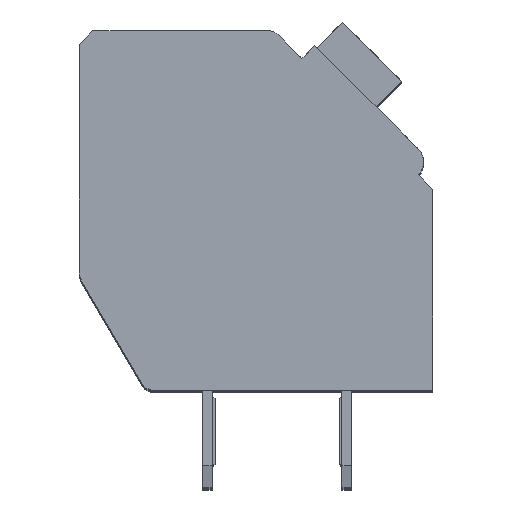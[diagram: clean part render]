
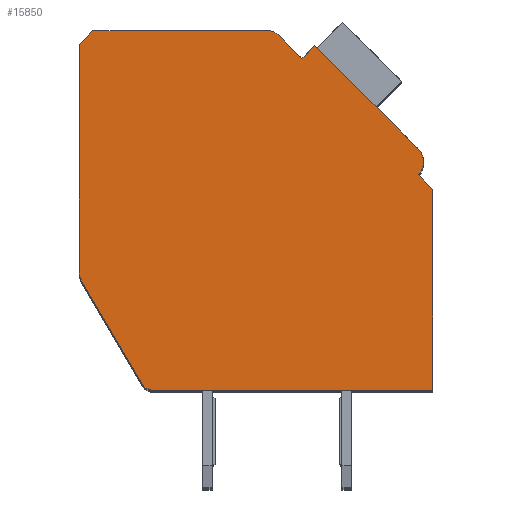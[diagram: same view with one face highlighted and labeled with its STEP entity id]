
A CAD part, top view. The second image highlights one B-rep face of the part: STEP entity #15850.
In plain terms, the highlighted planar face has unit normal (0, 0, 1).
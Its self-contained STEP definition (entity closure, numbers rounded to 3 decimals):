
#360=DIRECTION('',(0.,-1.,0.));
#361=VECTOR('',#360,8.053);
#362=CARTESIAN_POINT('',(-12.7,12.4,2.1));
#363=LINE('',#362,#361);
#364=DIRECTION('',(-0.707,-0.707,0.));
#365=VECTOR('',#364,0.707);
#366=CARTESIAN_POINT('',(-12.2,12.9,2.1));
#367=LINE('',#366,#365);
#368=DIRECTION('',(-1.,0.,0.));
#369=VECTOR('',#368,6.298);
#370=CARTESIAN_POINT('',(-5.902,12.9,2.1));
#371=LINE('',#370,#369);
#372=CARTESIAN_POINT('',(-5.902,12.4,2.1));
#373=DIRECTION('',(0.,0.,1.));
#374=DIRECTION('',(0.707,0.707,0.));
#375=AXIS2_PLACEMENT_3D('',#372,#373,#374);
#377=DIRECTION('',(-0.707,0.707,0.));
#378=VECTOR('',#377,1.197);
#379=CARTESIAN_POINT('',(-4.702,11.907,2.1));
#380=LINE('',#379,#378);
#381=DIRECTION('',(-0.707,-0.707,0.));
#382=VECTOR('',#381,0.65);
#383=CARTESIAN_POINT('',(-4.243,12.367,2.1));
#384=LINE('',#383,#382);
#385=DIRECTION('',(-0.707,0.707,0.));
#386=VECTOR('',#385,5.25);
#387=CARTESIAN_POINT('',(-0.53,8.655,2.1));
#388=LINE('',#387,#386);
#389=CARTESIAN_POINT('',(-0.99,8.195,2.1));
#390=DIRECTION('',(0.,0.,1.));
#391=DIRECTION('',(0.707,-0.707,0.));
#392=AXIS2_PLACEMENT_3D('',#389,#390,#391);
#394=DIRECTION('',(-0.707,0.707,0.));
#395=VECTOR('',#394,0.75);
#396=CARTESIAN_POINT('',(0.,7.205,2.1));
#397=LINE('',#396,#395);
#398=DIRECTION('',(0.,1.,0.));
#399=VECTOR('',#398,7.205);
#400=CARTESIAN_POINT('',(0.,0.,2.1));
#401=LINE('',#400,#399);
#402=DIRECTION('',(1.,0.,0.));
#403=VECTOR('',#402,10.014);
#404=CARTESIAN_POINT('',(-10.014,0.,2.1));
#405=LINE('',#404,#403);
#406=CARTESIAN_POINT('',(-10.014,0.5,2.1));
#407=DIRECTION('',(0.,0.,1.));
#408=DIRECTION('',(-0.862,-0.508,0.));
#409=AXIS2_PLACEMENT_3D('',#406,#407,#408);
#411=DIRECTION('',(0.508,-0.862,0.));
#412=VECTOR('',#411,4.17);
#413=CARTESIAN_POINT('',(-12.562,3.839,2.1));
#414=LINE('',#413,#412);
#415=CARTESIAN_POINT('',(-11.7,4.347,2.1));
#416=DIRECTION('',(0.,0.,1.));
#417=DIRECTION('',(-1.,0.,0.));
#418=AXIS2_PLACEMENT_3D('',#415,#416,#417);
#11881=CARTESIAN_POINT('',(-12.7,12.4,2.1));
#11882=CARTESIAN_POINT('',(-12.7,4.347,2.1));
#11883=VERTEX_POINT('',#11881);
#11884=VERTEX_POINT('',#11882);
#11885=CARTESIAN_POINT('',(-12.562,3.839,2.1));
#11886=VERTEX_POINT('',#11885);
#11887=CARTESIAN_POINT('',(-10.445,0.246,2.1));
#11888=VERTEX_POINT('',#11887);
#11889=CARTESIAN_POINT('',(-10.014,0.,2.1));
#11890=VERTEX_POINT('',#11889);
#11891=CARTESIAN_POINT('',(0.,0.,2.1));
#11892=VERTEX_POINT('',#11891);
#11893=CARTESIAN_POINT('',(0.,7.205,2.1));
#11894=VERTEX_POINT('',#11893);
#11895=CARTESIAN_POINT('',(-0.53,7.735,2.1));
#11896=VERTEX_POINT('',#11895);
#11897=CARTESIAN_POINT('',(-0.53,8.655,2.1));
#11898=VERTEX_POINT('',#11897);
#11899=CARTESIAN_POINT('',(-4.243,12.367,2.1));
#11900=VERTEX_POINT('',#11899);
#11901=CARTESIAN_POINT('',(-4.702,11.907,2.1));
#11902=VERTEX_POINT('',#11901);
#11903=CARTESIAN_POINT('',(-5.548,12.754,2.1));
#11904=VERTEX_POINT('',#11903);
#11905=CARTESIAN_POINT('',(-5.902,12.9,2.1));
#11906=VERTEX_POINT('',#11905);
#11907=CARTESIAN_POINT('',(-12.2,12.9,2.1));
#11908=VERTEX_POINT('',#11907);
#15817=CARTESIAN_POINT('',(0.,0.,2.1));
#15818=DIRECTION('',(0.,0.,1.));
#15819=DIRECTION('',(1.,0.,0.));
#15820=AXIS2_PLACEMENT_3D('',#15817,#15818,#15819);
#15821=PLANE('',#15820);
#15822=ORIENTED_EDGE('',*,*,#15501,.F.);
#15824=ORIENTED_EDGE('',*,*,#15823,.F.);
#15826=ORIENTED_EDGE('',*,*,#15825,.F.);
#15828=ORIENTED_EDGE('',*,*,#15827,.F.);
#15830=ORIENTED_EDGE('',*,*,#15829,.F.);
#15832=ORIENTED_EDGE('',*,*,#15831,.F.);
#15834=ORIENTED_EDGE('',*,*,#15833,.F.);
#15836=ORIENTED_EDGE('',*,*,#15835,.F.);
#15838=ORIENTED_EDGE('',*,*,#15837,.F.);
#15840=ORIENTED_EDGE('',*,*,#15839,.F.);
#15842=ORIENTED_EDGE('',*,*,#15841,.F.);
#15844=ORIENTED_EDGE('',*,*,#15843,.F.);
#15846=ORIENTED_EDGE('',*,*,#15845,.F.);
#15847=ORIENTED_EDGE('',*,*,#15630,.F.);
#15848=EDGE_LOOP('',(#15822,#15824,#15826,#15828,#15830,#15832,#15834,#15836,
#15838,#15840,#15842,#15844,#15846,#15847));
#15849=FACE_OUTER_BOUND('',#15848,.F.);
#376=CIRCLE('',#375,0.5);
#393=CIRCLE('',#392,0.65);
#410=CIRCLE('',#409,0.5);
#419=CIRCLE('',#418,1.);
#15501=EDGE_CURVE('',#11883,#11884,#363,.T.);
#15630=EDGE_CURVE('',#11884,#11886,#419,.T.);
#15823=EDGE_CURVE('',#11908,#11883,#367,.T.);
#15825=EDGE_CURVE('',#11906,#11908,#371,.T.);
#15827=EDGE_CURVE('',#11904,#11906,#376,.T.);
#15829=EDGE_CURVE('',#11902,#11904,#380,.T.);
#15831=EDGE_CURVE('',#11900,#11902,#384,.T.);
#15833=EDGE_CURVE('',#11898,#11900,#388,.T.);
#15835=EDGE_CURVE('',#11896,#11898,#393,.T.);
#15837=EDGE_CURVE('',#11894,#11896,#397,.T.);
#15839=EDGE_CURVE('',#11892,#11894,#401,.T.);
#15841=EDGE_CURVE('',#11890,#11892,#405,.T.);
#15843=EDGE_CURVE('',#11888,#11890,#410,.T.);
#15845=EDGE_CURVE('',#11886,#11888,#414,.T.);
#15850=ADVANCED_FACE('',(#15849),#15821,.T.);
